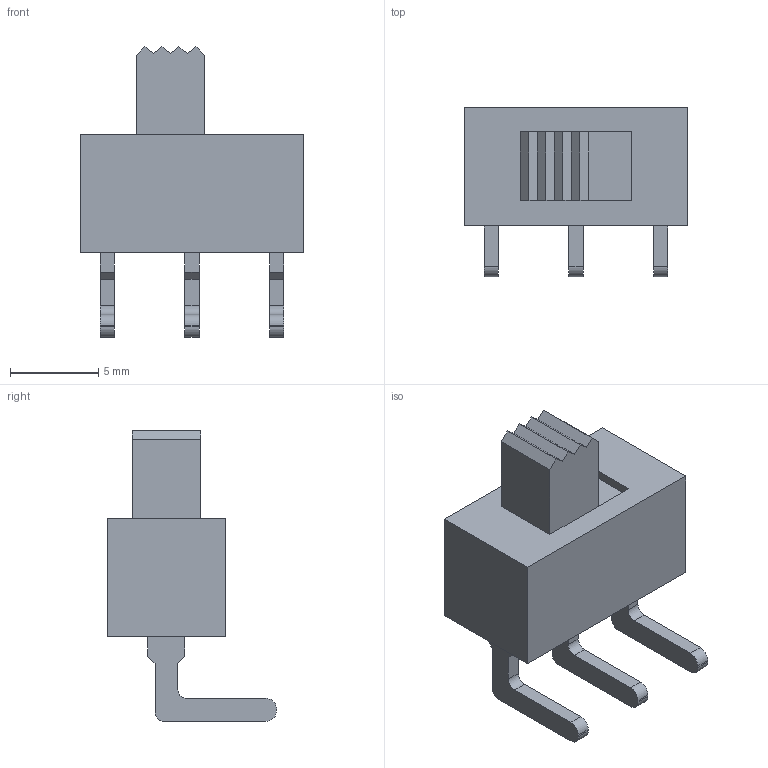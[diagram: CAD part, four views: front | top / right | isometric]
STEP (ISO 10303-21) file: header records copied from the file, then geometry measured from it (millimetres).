
FILE_DESCRIPTION (( 'STEP AP214' ), '1' );
FILE_NAME ('User Library-SS12D06-1.STEP', '2021-10-24T15:29:28', ( '' ), ( '' ), 'SwSTEP 2.0', 'SolidWorks 2021', '' );
FILE_SCHEMA (( 'AUTOMOTIVE_DESIGN' ));
Length unit declared in the file: millimetre
Products named in the file (1): User Library-SS12D06-1
Bounding box: 12.7 x 9.6 x 16.5 mm (x, y, z)
Volume: 672.7 mm3; surface area: 651.1 mm2
Topology: 3 solids, 3 shells, 78 faces, 202 edges, 134 vertices
Faces by surface type: plane 66, cylinder 12
Entity records: 2582 total; most frequent: CARTESIAN_POINT 415, ORIENTED_EDGE 404, DIRECTION 384, EDGE_CURVE 202, LINE 178, VECTOR 178, VERTEX_POINT 134, AXIS2_PLACEMENT_3D 103
